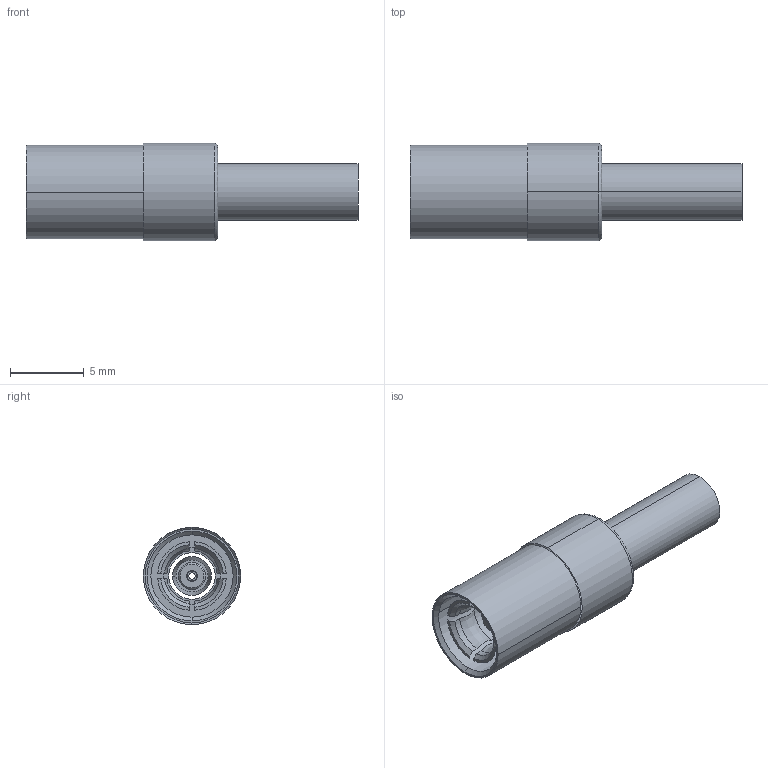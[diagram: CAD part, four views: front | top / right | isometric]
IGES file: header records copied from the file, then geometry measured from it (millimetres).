
Start section:  PTC IGES file: 903-536p-71s.igs
Global section: file name: 903-536p-71s.igs; native system: Pro/ENGINEER by Parametric Technology Corporation; preprocessor: 2008010; author: Administrator; organization: Unknown; date: 20090925.094840; units: inch
Bounding box: 22.56 x 6.6 x 6.6 mm (x, y, z)
Surface area: 621.9 mm2 (no closed solid volume)
Topology: 0 solids, 0 shells, 47 faces, 188 edges, 188 vertices
Faces by surface type: revolution 36, bspline 11
